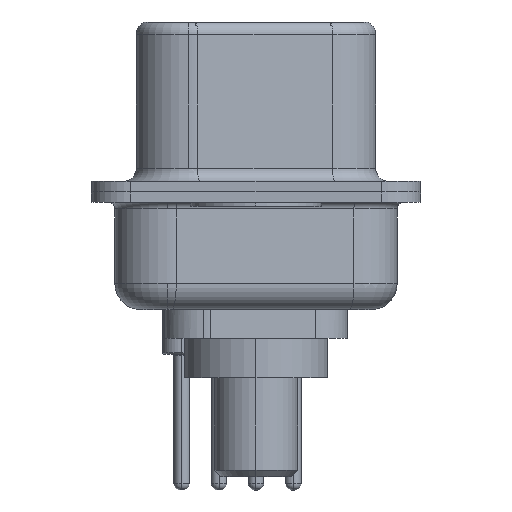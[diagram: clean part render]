
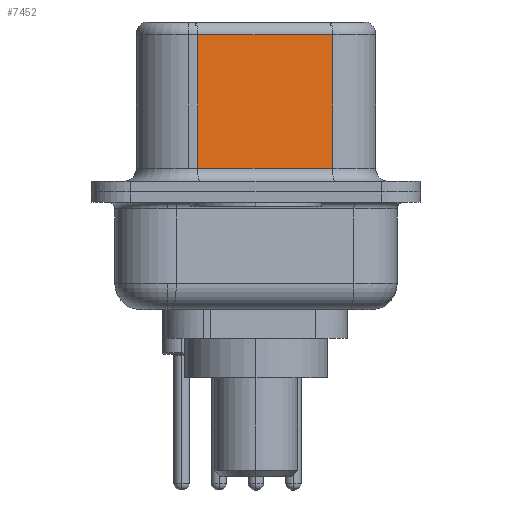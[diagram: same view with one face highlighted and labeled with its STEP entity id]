
A CAD part, left-side view. The second image highlights one B-rep face of the part: STEP entity #7452.
In plain terms, the highlighted planar face has unit normal (-0.985, -0.174, 0).
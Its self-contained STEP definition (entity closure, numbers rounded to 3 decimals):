
#39 = CARTESIAN_POINT ( 'NONE',  ( 4.58, -2.927, 6.02 ) ) ;
#574 = CARTESIAN_POINT ( 'NONE',  ( 4.58, -2.927, 0.9 ) ) ;
#1431 = DIRECTION ( 'NONE',  ( -0.174, 0.985, 0. ) ) ;
#1909 = CARTESIAN_POINT ( 'NONE',  ( 3.67, 2.233, 6.52 ) ) ;
#2456 = LINE ( 'NONE', #8978, #9446 ) ;
#2625 = VERTEX_POINT ( 'NONE', #5882 ) ;
#2653 = EDGE_CURVE ( 'NONE', #2967, #10278, #16062, .T. ) ;
#2809 = ORIENTED_EDGE ( 'NONE', *, *, #6415, .T. ) ;
#2967 = VERTEX_POINT ( 'NONE', #16612 ) ;
#3894 = AXIS2_PLACEMENT_3D ( 'NONE', #11092, #13815, #12027 ) ;
#4186 = CARTESIAN_POINT ( 'NONE',  ( 3.67, 2.233, 0.9 ) ) ;
#5882 = CARTESIAN_POINT ( 'NONE',  ( 3.67, 2.233, 6.02 ) ) ;
#6415 = EDGE_CURVE ( 'NONE', #9504, #10278, #2456, .T. ) ;
#6788 = VECTOR ( 'NONE', #10352, 1000. ) ;
#7030 = FACE_OUTER_BOUND ( 'NONE', #15637, .T. ) ;
#7452 = ADVANCED_FACE ( 'NONE', ( #7030 ), #9173, .F. ) ;
#8201 = EDGE_CURVE ( 'NONE', #2625, #9504, #14902, .T. ) ;
#8494 = CARTESIAN_POINT ( 'NONE',  ( 4.58, -2.927, 6.52 ) ) ;
#8555 = VECTOR ( 'NONE', #1431, 1000. ) ;
#8723 = ORIENTED_EDGE ( 'NONE', *, *, #2653, .F. ) ;
#8978 = CARTESIAN_POINT ( 'NONE',  ( 4.58, -2.927, 0.9 ) ) ;
#9173 = PLANE ( 'NONE',  #3894 ) ;
#9446 = VECTOR ( 'NONE', #15978, 1000. ) ;
#9504 = VERTEX_POINT ( 'NONE', #4186 ) ;
#10051 = DIRECTION ( 'NONE',  ( 0., 0., -1. ) ) ;
#10278 = VERTEX_POINT ( 'NONE', #574 ) ;
#10352 = DIRECTION ( 'NONE',  ( 0., 0., -1. ) ) ;
#10768 = VECTOR ( 'NONE', #10051, 1000. ) ;
#11092 = CARTESIAN_POINT ( 'NONE',  ( 4.58, -2.927, 6.52 ) ) ;
#12027 = DIRECTION ( 'NONE',  ( -0.174, 0.985, 0. ) ) ;
#13815 = DIRECTION ( 'NONE',  ( 0.985, 0.174, 0. ) ) ;
#14208 = ORIENTED_EDGE ( 'NONE', *, *, #8201, .T. ) ;
#14257 = EDGE_CURVE ( 'NONE', #2967, #2625, #16357, .T. ) ;
#14902 = LINE ( 'NONE', #1909, #6788 ) ;
#15637 = EDGE_LOOP ( 'NONE', ( #8723, #16754, #14208, #2809 ) ) ;
#15978 = DIRECTION ( 'NONE',  ( 0.174, -0.985, 0. ) ) ;
#16062 = LINE ( 'NONE', #8494, #10768 ) ;
#16357 = LINE ( 'NONE', #39, #8555 ) ;
#16612 = CARTESIAN_POINT ( 'NONE',  ( 4.58, -2.927, 6.02 ) ) ;
#16754 = ORIENTED_EDGE ( 'NONE', *, *, #14257, .T. ) ;
